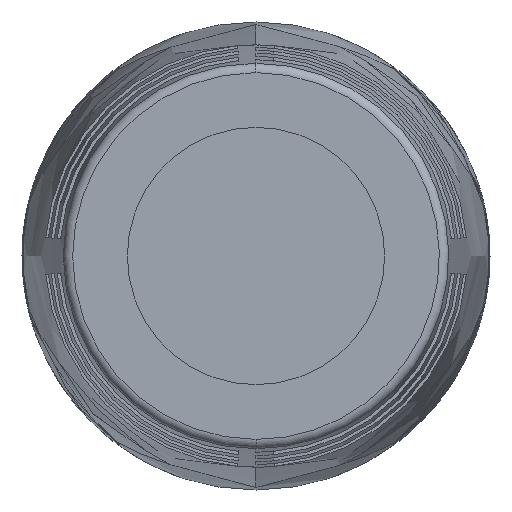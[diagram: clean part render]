
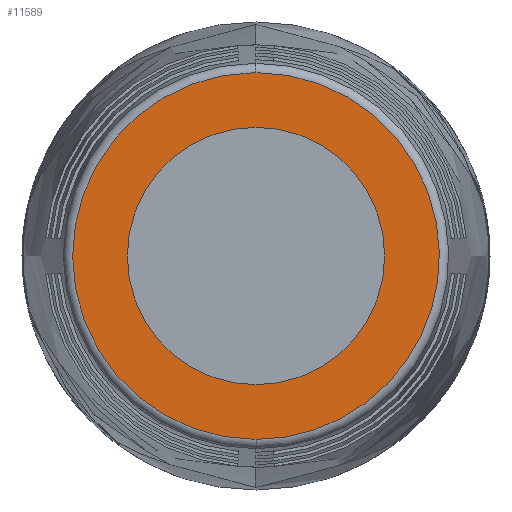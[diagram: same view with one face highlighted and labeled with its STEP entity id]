
A CAD part, front view. The second image highlights one B-rep face of the part: STEP entity #11589.
In plain terms, the highlighted planar face has unit normal (0, -1, 0).
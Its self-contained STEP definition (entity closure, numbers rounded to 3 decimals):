
#264=CARTESIAN_POINT('',(0.,-39.9,0.));
#265=DIRECTION('',(0.,1.,0.));
#266=DIRECTION('',(0.,0.,1.));
#267=AXIS2_PLACEMENT_3D('',#264,#265,#266);
#269=CARTESIAN_POINT('',(0.,-39.9,0.));
#270=DIRECTION('',(0.,1.,0.));
#271=DIRECTION('',(0.984,0.,0.18));
#272=AXIS2_PLACEMENT_3D('',#269,#270,#271);
#274=CARTESIAN_POINT('',(0.,-39.9,0.));
#275=DIRECTION('',(0.,1.,0.));
#276=DIRECTION('',(0.,0.,-1.));
#277=AXIS2_PLACEMENT_3D('',#274,#275,#276);
#279=CARTESIAN_POINT('',(0.,-39.9,0.));
#280=DIRECTION('',(0.,1.,0.));
#281=DIRECTION('',(-0.01,0.,1.));
#282=AXIS2_PLACEMENT_3D('',#279,#280,#281);
#284=CARTESIAN_POINT('',(0.,-39.9,0.));
#285=DIRECTION('',(0.,-1.,0.));
#286=DIRECTION('',(0.,0.,-1.));
#287=AXIS2_PLACEMENT_3D('',#284,#285,#286);
#289=CARTESIAN_POINT('',(0.,-39.9,0.));
#290=DIRECTION('',(0.,-1.,0.));
#291=DIRECTION('',(0.,0.,1.));
#292=AXIS2_PLACEMENT_3D('',#289,#290,#291);
#10523=CARTESIAN_POINT('',(0.,-39.9,3.918));
#10524=VERTEX_POINT('',#10523);
#10525=CARTESIAN_POINT('',(-0.038,-39.9,3.918));
#10526=VERTEX_POINT('',#10525);
#10527=CARTESIAN_POINT('',(0.,-39.9,-3.918));
#10528=VERTEX_POINT('',#10527);
#10529=CARTESIAN_POINT('',(3.854,-39.9,0.705));
#10530=VERTEX_POINT('',#10529);
#11165=CARTESIAN_POINT('',(0.,-39.9,-2.75));
#11166=CARTESIAN_POINT('',(0.,-39.9,2.75));
#11167=VERTEX_POINT('',#11165);
#11168=VERTEX_POINT('',#11166);
#11572=CARTESIAN_POINT('',(0.,-39.9,0.));
#11573=DIRECTION('',(0.,1.,0.));
#11574=DIRECTION('',(0.,0.,-1.));
#11575=AXIS2_PLACEMENT_3D('',#11572,#11573,#11574);
#11576=PLANE('',#11575);
#11577=ORIENTED_EDGE('',*,*,#11566,.T.);
#11578=ORIENTED_EDGE('',*,*,#11564,.T.);
#11579=ORIENTED_EDGE('',*,*,#11549,.T.);
#11580=ORIENTED_EDGE('',*,*,#11547,.T.);
#11581=EDGE_LOOP('',(#11577,#11578,#11579,#11580));
#11582=FACE_OUTER_BOUND('',#11581,.F.);
#11584=ORIENTED_EDGE('',*,*,#11583,.T.);
#11586=ORIENTED_EDGE('',*,*,#11585,.T.);
#11587=EDGE_LOOP('',(#11584,#11586));
#11588=FACE_BOUND('',#11587,.F.);
#11589=ADVANCED_FACE('',(#11582,#11588),#11576,.F.);
#268=CIRCLE('',#267,3.918);
#273=CIRCLE('',#272,3.918);
#278=CIRCLE('',#277,3.918);
#283=CIRCLE('',#282,3.918);
#288=CIRCLE('',#287,2.75);
#293=CIRCLE('',#292,2.75);
#11547=EDGE_CURVE('',#10526,#10524,#283,.T.);
#11549=EDGE_CURVE('',#10528,#10526,#278,.T.);
#11564=EDGE_CURVE('',#10530,#10528,#273,.T.);
#11566=EDGE_CURVE('',#10524,#10530,#268,.T.);
#11583=EDGE_CURVE('',#11167,#11168,#288,.T.);
#11585=EDGE_CURVE('',#11168,#11167,#293,.T.);
